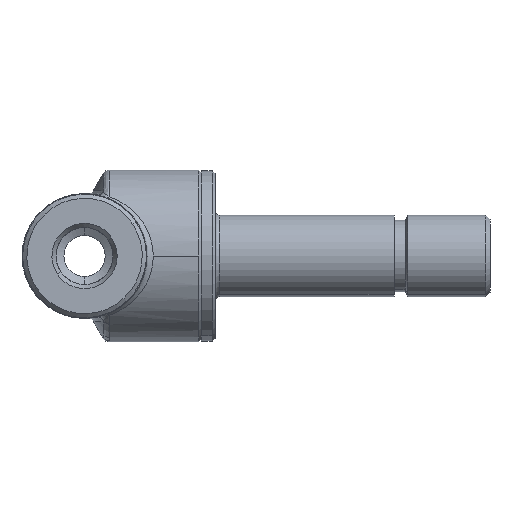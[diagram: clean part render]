
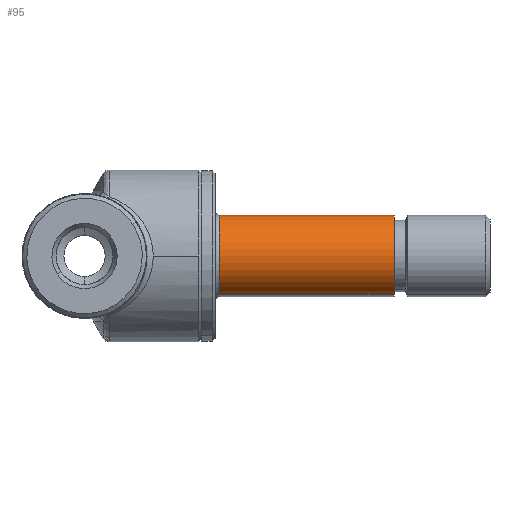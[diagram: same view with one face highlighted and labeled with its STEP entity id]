
A CAD part, left-side view. The second image highlights one B-rep face of the part: STEP entity #95.
In plain terms, the highlighted cylindrical face has radius 2.975 mm (diameter 5.95 mm), a partial arc.
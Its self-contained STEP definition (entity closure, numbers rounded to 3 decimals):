
#95 = ADVANCED_FACE ( 'NONE', ( #1147 ), #1146, .T. ) ;
#96 = EDGE_LOOP ( 'NONE', ( #97, #237, #240, #243 ) ) ;
#97 = ORIENTED_EDGE ( 'NONE', *, *, #98, .T. ) ;
#98 = EDGE_CURVE ( 'NONE', #99, #236, #1155, .T. ) ;
#99 = VERTEX_POINT ( 'NONE', #1150 ) ;
#236 = VERTEX_POINT ( 'NONE', #1571 ) ;
#237 = ORIENTED_EDGE ( 'NONE', *, *, #238, .T. ) ;
#238 = EDGE_CURVE ( 'NONE', #236, #239, #1430, .T. ) ;
#239 = VERTEX_POINT ( 'NONE', #1426 ) ;
#240 = ORIENTED_EDGE ( 'NONE', *, *, #241, .F. ) ;
#241 = EDGE_CURVE ( 'NONE', #242, #239, #1425, .T. ) ;
#242 = VERTEX_POINT ( 'NONE', #1420 ) ;
#243 = ORIENTED_EDGE ( 'NONE', *, *, #253, .F. ) ;
#253 = EDGE_CURVE ( 'NONE', #99, #242, #1554, .T. ) ;
#1145 = CARTESIAN_POINT ( 'NONE',  ( 0., -29.5, 0. ) ) ;
#1146 = CYLINDRICAL_SURFACE ( 'NONE', #1157, 2.975 ) ;
#1147 = FACE_OUTER_BOUND ( 'NONE', #96, .T. ) ;
#1150 = CARTESIAN_POINT ( 'NONE',  ( 1.035, -9.8, 2.789 ) ) ;
#1151 = DIRECTION ( 'NONE',  ( 0.348, 0., 0.938 ) ) ;
#1152 = DIRECTION ( 'NONE',  ( 0., -1., 0. ) ) ;
#1153 = CARTESIAN_POINT ( 'NONE',  ( 0., -9.8, 0. ) ) ;
#1154 = AXIS2_PLACEMENT_3D ( 'NONE', #1153, #1152, #1151 ) ;
#1155 = CIRCLE ( 'NONE', #1154, 2.975 ) ;
#1156 = DIRECTION ( 'NONE',  ( 0.348, 0., 0.938 ) ) ;
#1157 = AXIS2_PLACEMENT_3D ( 'NONE', #1145, #1166, #1156 ) ;
#1166 = DIRECTION ( 'NONE',  ( 0., -1., 0. ) ) ;
#1420 = CARTESIAN_POINT ( 'NONE',  ( 1.035, -22.525, 2.789 ) ) ;
#1421 = DIRECTION ( 'NONE',  ( 0.348, 0., 0.938 ) ) ;
#1422 = DIRECTION ( 'NONE',  ( 0., -1., 0. ) ) ;
#1423 = CARTESIAN_POINT ( 'NONE',  ( 0., -22.525, 0. ) ) ;
#1424 = AXIS2_PLACEMENT_3D ( 'NONE', #1423, #1422, #1421 ) ;
#1425 = CIRCLE ( 'NONE', #1424, 2.975 ) ;
#1426 = CARTESIAN_POINT ( 'NONE',  ( -1.035, -22.525, -2.789 ) ) ;
#1427 = DIRECTION ( 'NONE',  ( 0., -1., 0. ) ) ;
#1428 = VECTOR ( 'NONE', #1427, 1000. ) ;
#1429 = CARTESIAN_POINT ( 'NONE',  ( -1.035, -29.5, -2.789 ) ) ;
#1430 = LINE ( 'NONE', #1429, #1428 ) ;
#1551 = DIRECTION ( 'NONE',  ( 0., -1., 0. ) ) ;
#1552 = VECTOR ( 'NONE', #1551, 1000. ) ;
#1553 = CARTESIAN_POINT ( 'NONE',  ( 1.035, -29.5, 2.789 ) ) ;
#1554 = LINE ( 'NONE', #1553, #1552 ) ;
#1571 = CARTESIAN_POINT ( 'NONE',  ( -1.035, -9.8, -2.789 ) ) ;
